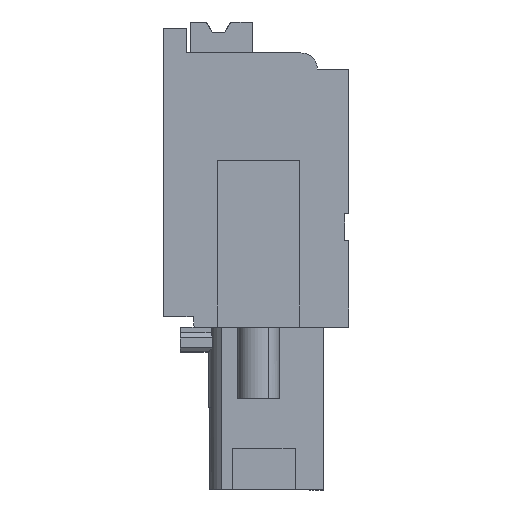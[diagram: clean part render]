
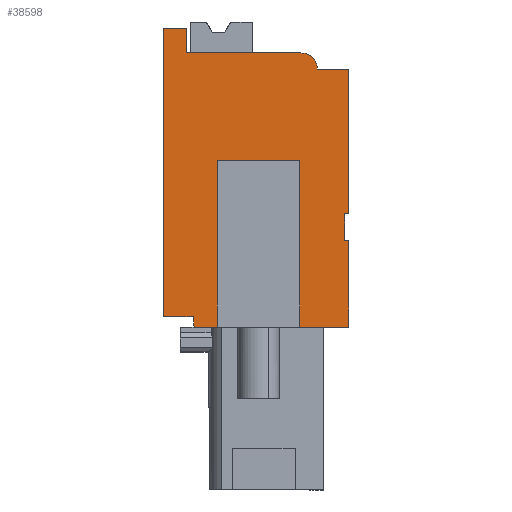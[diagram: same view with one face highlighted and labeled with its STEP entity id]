
A CAD part, left-side view. The second image highlights one B-rep face of the part: STEP entity #38598.
In plain terms, the highlighted planar face has unit normal (-1, 0, 0).
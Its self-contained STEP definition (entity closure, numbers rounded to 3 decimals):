
#5680=AXIS2_PLACEMENT_3D('Circle Axis2P3D',#5678,#5679,$) ;
#38576=AXIS2_PLACEMENT_3D('Plane Axis2P3D',#38573,#38574,#38575) ;
#234=CARTESIAN_POINT('Vertex',(3.3,7.545,8.4)) ;
#766=CARTESIAN_POINT('Vertex',(3.3,7.501,7.9)) ;
#769=CARTESIAN_POINT('Line Origine',(3.3,7.523,8.15)) ;
#1372=CARTESIAN_POINT('Vertex',(3.3,9.,8.4)) ;
#1380=CARTESIAN_POINT('Line Origine',(3.3,8.272,8.4)) ;
#1752=CARTESIAN_POINT('Line Origine',(3.3,9.,15.4)) ;
#1756=CARTESIAN_POINT('Vertex',(3.3,9.,22.4)) ;
#2447=CARTESIAN_POINT('Vertex',(3.3,7.85,22.4)) ;
#2455=CARTESIAN_POINT('Line Origine',(3.3,8.425,22.4)) ;
#2676=CARTESIAN_POINT('Vertex',(3.3,7.85,21.2)) ;
#2684=CARTESIAN_POINT('Line Origine',(3.3,7.85,21.8)) ;
#2828=CARTESIAN_POINT('Line Origine',(3.3,5.087,21.2)) ;
#2832=CARTESIAN_POINT('Vertex',(3.3,2.325,21.2)) ;
#5678=CARTESIAN_POINT('Axis2P3D Location',(3.3,2.325,20.4)) ;
#5682=CARTESIAN_POINT('Vertex',(3.3,1.525,20.4)) ;
#6238=CARTESIAN_POINT('Vertex',(3.3,0.,20.4)) ;
#6246=CARTESIAN_POINT('Line Origine',(3.3,0.763,20.4)) ;
#6293=CARTESIAN_POINT('Vertex',(3.3,0.,12.1)) ;
#6307=CARTESIAN_POINT('Vertex',(3.3,0.2,12.1)) ;
#6310=CARTESIAN_POINT('Line Origine',(3.3,0.1,12.1)) ;
#6338=CARTESIAN_POINT('Vertex',(3.3,0.2,13.4)) ;
#6341=CARTESIAN_POINT('Line Origine',(3.3,0.2,12.75)) ;
#6364=CARTESIAN_POINT('Vertex',(3.3,0.,13.4)) ;
#6367=CARTESIAN_POINT('Line Origine',(3.3,0.1,13.4)) ;
#6515=CARTESIAN_POINT('Line Origine',(3.3,0.,16.9)) ;
#6532=CARTESIAN_POINT('Line Origine',(3.3,0.,10.)) ;
#6536=CARTESIAN_POINT('Vertex',(3.3,0.,7.9)) ;
#11596=CARTESIAN_POINT('Line Origine',(3.3,1.187,7.9)) ;
#11600=CARTESIAN_POINT('Vertex',(3.3,2.375,7.9)) ;
#11621=CARTESIAN_POINT('Vertex',(3.3,6.375,7.9)) ;
#11624=CARTESIAN_POINT('Line Origine',(3.3,6.938,7.9)) ;
#38484=CARTESIAN_POINT('Vertex',(3.3,6.375,16.)) ;
#38498=CARTESIAN_POINT('Vertex',(3.3,2.375,16.)) ;
#38501=CARTESIAN_POINT('Line Origine',(3.3,4.375,16.)) ;
#38522=CARTESIAN_POINT('Line Origine',(3.3,6.375,11.95)) ;
#38561=CARTESIAN_POINT('Line Origine',(3.3,2.375,11.95)) ;
#38573=CARTESIAN_POINT('Axis2P3D Location',(3.3,0.,0.)) ;
#770=DIRECTION('Vector Direction',(0.,0.087,0.996)) ;
#1381=DIRECTION('Vector Direction',(0.,-1.,0.)) ;
#1753=DIRECTION('Vector Direction',(0.,0.,1.)) ;
#2456=DIRECTION('Vector Direction',(0.,-1.,0.)) ;
#2685=DIRECTION('Vector Direction',(0.,0.,-1.)) ;
#2829=DIRECTION('Vector Direction',(0.,-1.,0.)) ;
#5679=DIRECTION('Axis2P3D Direction',(-1.,-0.,0.)) ;
#6247=DIRECTION('Vector Direction',(0.,-1.,0.)) ;
#6311=DIRECTION('Vector Direction',(0.,-1.,0.)) ;
#6342=DIRECTION('Vector Direction',(0.,0.,1.)) ;
#6368=DIRECTION('Vector Direction',(0.,1.,0.)) ;
#6516=DIRECTION('Vector Direction',(0.,0.,1.)) ;
#6533=DIRECTION('Vector Direction',(0.,0.,1.)) ;
#11597=DIRECTION('Vector Direction',(0.,1.,0.)) ;
#11625=DIRECTION('Vector Direction',(0.,1.,0.)) ;
#38502=DIRECTION('Vector Direction',(0.,-1.,0.)) ;
#38523=DIRECTION('Vector Direction',(0.,0.,-1.)) ;
#38562=DIRECTION('Vector Direction',(0.,0.,1.)) ;
#38574=DIRECTION('Axis2P3D Direction',(-1.,0.,0.)) ;
#38575=DIRECTION('Axis2P3D XDirection',(0.,0.,1.)) ;
#771=VECTOR('Line Direction',#770,1.) ;
#1382=VECTOR('Line Direction',#1381,1.) ;
#1754=VECTOR('Line Direction',#1753,1.) ;
#2457=VECTOR('Line Direction',#2456,1.) ;
#2686=VECTOR('Line Direction',#2685,1.) ;
#2830=VECTOR('Line Direction',#2829,1.) ;
#6248=VECTOR('Line Direction',#6247,1.) ;
#6312=VECTOR('Line Direction',#6311,1.) ;
#6343=VECTOR('Line Direction',#6342,1.) ;
#6369=VECTOR('Line Direction',#6368,1.) ;
#6517=VECTOR('Line Direction',#6516,1.) ;
#6534=VECTOR('Line Direction',#6533,1.) ;
#11598=VECTOR('Line Direction',#11597,1.) ;
#11626=VECTOR('Line Direction',#11625,1.) ;
#38503=VECTOR('Line Direction',#38502,1.) ;
#38524=VECTOR('Line Direction',#38523,1.) ;
#38563=VECTOR('Line Direction',#38562,1.) ;
#38579=ORIENTED_EDGE('',*,*,#11602,.F.) ;
#38580=ORIENTED_EDGE('',*,*,#6538,.T.) ;
#38581=ORIENTED_EDGE('',*,*,#6314,.F.) ;
#38582=ORIENTED_EDGE('',*,*,#6345,.T.) ;
#38583=ORIENTED_EDGE('',*,*,#6371,.F.) ;
#38584=ORIENTED_EDGE('',*,*,#6519,.T.) ;
#38585=ORIENTED_EDGE('',*,*,#6250,.F.) ;
#38586=ORIENTED_EDGE('',*,*,#5684,.T.) ;
#38587=ORIENTED_EDGE('',*,*,#2834,.F.) ;
#38588=ORIENTED_EDGE('',*,*,#2688,.F.) ;
#38589=ORIENTED_EDGE('',*,*,#2459,.F.) ;
#38590=ORIENTED_EDGE('',*,*,#1758,.F.) ;
#38591=ORIENTED_EDGE('',*,*,#1384,.T.) ;
#38592=ORIENTED_EDGE('',*,*,#773,.F.) ;
#38593=ORIENTED_EDGE('',*,*,#11628,.F.) ;
#38594=ORIENTED_EDGE('',*,*,#38526,.F.) ;
#38595=ORIENTED_EDGE('',*,*,#38505,.T.) ;
#38596=ORIENTED_EDGE('',*,*,#38565,.F.) ;
#38598=ADVANCED_FACE('housing',(#38597),#38577,.T.) ;
#5681=CIRCLE('generated circle',#5680,0.8) ;
#773=EDGE_CURVE('',#767,#235,#772,.T.) ;
#1384=EDGE_CURVE('',#1373,#235,#1383,.T.) ;
#1758=EDGE_CURVE('',#1373,#1757,#1755,.T.) ;
#2459=EDGE_CURVE('',#1757,#2448,#2458,.T.) ;
#2688=EDGE_CURVE('',#2448,#2677,#2687,.T.) ;
#2834=EDGE_CURVE('',#2677,#2833,#2831,.T.) ;
#5684=EDGE_CURVE('',#5683,#2833,#5681,.T.) ;
#6250=EDGE_CURVE('',#5683,#6239,#6249,.T.) ;
#6314=EDGE_CURVE('',#6308,#6294,#6313,.T.) ;
#6345=EDGE_CURVE('',#6308,#6339,#6344,.T.) ;
#6371=EDGE_CURVE('',#6365,#6339,#6370,.T.) ;
#6519=EDGE_CURVE('',#6365,#6239,#6518,.T.) ;
#6538=EDGE_CURVE('',#6537,#6294,#6535,.T.) ;
#11602=EDGE_CURVE('',#6537,#11601,#11599,.T.) ;
#11628=EDGE_CURVE('',#11622,#767,#11627,.T.) ;
#38505=EDGE_CURVE('',#38485,#38499,#38504,.T.) ;
#38526=EDGE_CURVE('',#38485,#11622,#38525,.T.) ;
#38565=EDGE_CURVE('',#11601,#38499,#38564,.T.) ;
#38578=EDGE_LOOP('',(#38579,#38580,#38581,#38582,#38583,#38584,#38585,#38586,#38587,#38588,#38589,#38590,#38591,#38592,#38593,#38594,#38595,#38596)) ;
#38597=FACE_OUTER_BOUND('',#38578,.T.) ;
#772=LINE('Line',#769,#771) ;
#1383=LINE('Line',#1380,#1382) ;
#1755=LINE('Line',#1752,#1754) ;
#2458=LINE('Line',#2455,#2457) ;
#2687=LINE('Line',#2684,#2686) ;
#2831=LINE('Line',#2828,#2830) ;
#6249=LINE('Line',#6246,#6248) ;
#6313=LINE('Line',#6310,#6312) ;
#6344=LINE('Line',#6341,#6343) ;
#6370=LINE('Line',#6367,#6369) ;
#6518=LINE('Line',#6515,#6517) ;
#6535=LINE('Line',#6532,#6534) ;
#11599=LINE('Line',#11596,#11598) ;
#11627=LINE('Line',#11624,#11626) ;
#38504=LINE('Line',#38501,#38503) ;
#38525=LINE('Line',#38522,#38524) ;
#38564=LINE('Line',#38561,#38563) ;
#38577=PLANE('',#38576) ;
#235=VERTEX_POINT('',#234) ;
#767=VERTEX_POINT('',#766) ;
#1373=VERTEX_POINT('',#1372) ;
#1757=VERTEX_POINT('',#1756) ;
#2448=VERTEX_POINT('',#2447) ;
#2677=VERTEX_POINT('',#2676) ;
#2833=VERTEX_POINT('',#2832) ;
#5683=VERTEX_POINT('',#5682) ;
#6239=VERTEX_POINT('',#6238) ;
#6294=VERTEX_POINT('',#6293) ;
#6308=VERTEX_POINT('',#6307) ;
#6339=VERTEX_POINT('',#6338) ;
#6365=VERTEX_POINT('',#6364) ;
#6537=VERTEX_POINT('',#6536) ;
#11601=VERTEX_POINT('',#11600) ;
#11622=VERTEX_POINT('',#11621) ;
#38485=VERTEX_POINT('',#38484) ;
#38499=VERTEX_POINT('',#38498) ;
